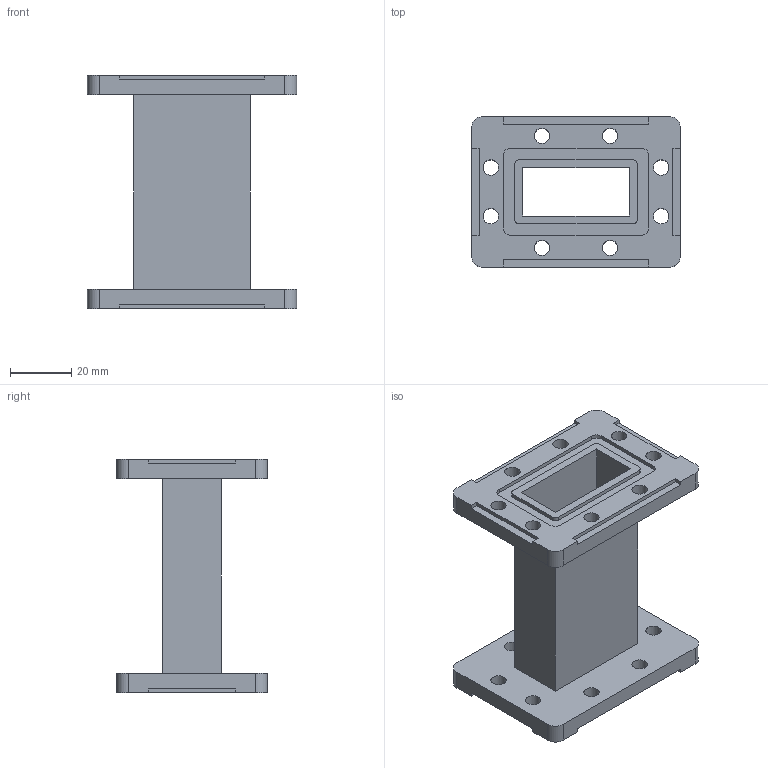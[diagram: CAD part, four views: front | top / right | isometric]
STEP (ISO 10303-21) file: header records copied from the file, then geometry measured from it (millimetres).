
FILE_DESCRIPTION (( 'STEP AP214' ), '1' );
FILE_NAME ('PE-W137S002-3_3D.STEP', '2022-01-12T16:03:06', ( '' ), ( '' ), 'SwSTEP 2.0', 'SolidWorks 2021', '' );
FILE_SCHEMA (( 'AUTOMOTIVE_DESIGN' ));
Length unit declared in the file: inch
Products named in the file (1): PE-W137S002-3_3D
Bounding box: 68.25 x 49.2 x 76.2 mm (x, y, z)
Volume: 42407 mm3; surface area: 30417.2 mm2
Topology: 1 solids, 1 shells, 117 faces, 324 edges, 216 vertices
Faces by surface type: plane 77, cylinder 40
Full cylindrical faces by diameter (mm): 5.029 x16
Entity records: 3766 total; most frequent: CARTESIAN_POINT 642, DIRECTION 624, ORIENTED_EDGE 616, EDGE_CURVE 308, LINE 228, VECTOR 228, VERTEX_POINT 216, AXIS2_PLACEMENT_3D 198
